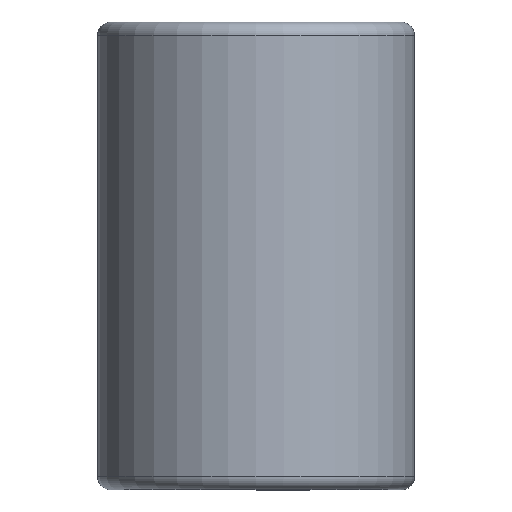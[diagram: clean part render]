
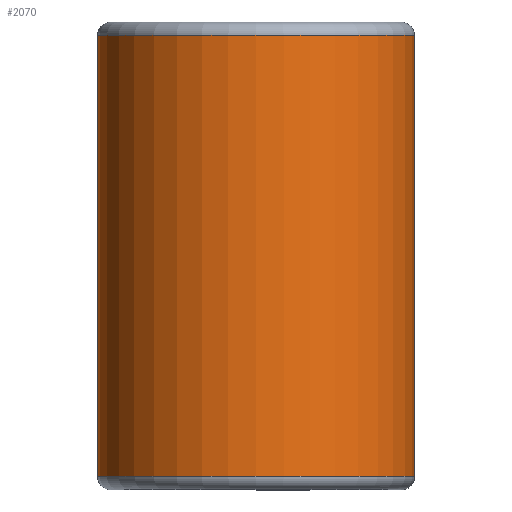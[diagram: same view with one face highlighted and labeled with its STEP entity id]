
A CAD part, top view. The second image highlights one B-rep face of the part: STEP entity #2070.
In plain terms, the highlighted cylindrical face has radius 9.157 mm (diameter 18.313 mm), a partial arc.
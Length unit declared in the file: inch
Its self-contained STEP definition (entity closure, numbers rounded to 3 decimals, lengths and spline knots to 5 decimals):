
#48 = VECTOR ( 'NONE', #1707, 39.37008 ) ;
#50 = EDGE_CURVE ( 'NONE', #222, #1941, #1368, .T. ) ;
#105 = CIRCLE ( 'NONE', #1968, 0.3605 ) ;
#135 = DIRECTION ( 'NONE',  ( 0., -1., 0. ) ) ;
#174 = VERTEX_POINT ( 'NONE', #894 ) ;
#199 = EDGE_CURVE ( 'NONE', #174, #222, #2155, .T. ) ;
#210 = CARTESIAN_POINT ( 'NONE',  ( 0., -0.50125, 0. ) ) ;
#218 = DIRECTION ( 'NONE',  ( 0., -1., 0. ) ) ;
#222 = VERTEX_POINT ( 'NONE', #633 ) ;
#370 = DIRECTION ( 'NONE',  ( 0., 0., -1. ) ) ;
#381 = DIRECTION ( 'NONE',  ( 0., 0., -1. ) ) ;
#408 = CARTESIAN_POINT ( 'NONE',  ( 0.3605, 0.50125, 0. ) ) ;
#482 = CARTESIAN_POINT ( 'NONE',  ( 0.3605, 0.50125, 0. ) ) ;
#586 = LINE ( 'NONE', #408, #48 ) ;
#606 = ORIENTED_EDGE ( 'NONE', *, *, #50, .F. ) ;
#633 = CARTESIAN_POINT ( 'NONE',  ( 0., -0.50125, -0.3605 ) ) ;
#894 = CARTESIAN_POINT ( 'NONE',  ( 0.3605, -0.50125, 0. ) ) ;
#995 = ORIENTED_EDGE ( 'NONE', *, *, #1372, .T. ) ;
#1036 = CYLINDRICAL_SURFACE ( 'NONE', #1637, 0.3605 ) ;
#1088 = ORIENTED_EDGE ( 'NONE', *, *, #199, .F. ) ;
#1144 = ORIENTED_EDGE ( 'NONE', *, *, #1479, .T. ) ;
#1270 = CARTESIAN_POINT ( 'NONE',  ( 0., 0.50125, -0.3605 ) ) ;
#1280 = CARTESIAN_POINT ( 'NONE',  ( 0., 0.50125, 0. ) ) ;
#1368 = LINE ( 'NONE', #2214, #1785 ) ;
#1372 = EDGE_CURVE ( 'NONE', #1646, #1941, #105, .T. ) ;
#1412 = AXIS2_PLACEMENT_3D ( 'NONE', #210, #218, #381 ) ;
#1460 = DIRECTION ( 'NONE',  ( 0., 0., -1. ) ) ;
#1479 = EDGE_CURVE ( 'NONE', #174, #1646, #586, .T. ) ;
#1637 = AXIS2_PLACEMENT_3D ( 'NONE', #1658, #1829, #370 ) ;
#1646 = VERTEX_POINT ( 'NONE', #482 ) ;
#1658 = CARTESIAN_POINT ( 'NONE',  ( 0., 0.5, 0. ) ) ;
#1707 = DIRECTION ( 'NONE',  ( 0., 1., 0. ) ) ;
#1785 = VECTOR ( 'NONE', #2191, 39.37008 ) ;
#1829 = DIRECTION ( 'NONE',  ( 0., -1., 0. ) ) ;
#1850 = EDGE_LOOP ( 'NONE', ( #1144, #995, #606, #1088 ) ) ;
#1941 = VERTEX_POINT ( 'NONE', #1270 ) ;
#1959 = FACE_OUTER_BOUND ( 'NONE', #1850, .T. ) ;
#1968 = AXIS2_PLACEMENT_3D ( 'NONE', #1280, #135, #1460 ) ;
#2070 = ADVANCED_FACE ( 'NONE', ( #1959 ), #1036, .T. ) ;
#2155 = CIRCLE ( 'NONE', #1412, 0.3605 ) ;
#2191 = DIRECTION ( 'NONE',  ( 0., 1., 0. ) ) ;
#2214 = CARTESIAN_POINT ( 'NONE',  ( 0., 0.50125, -0.3605 ) ) ;
